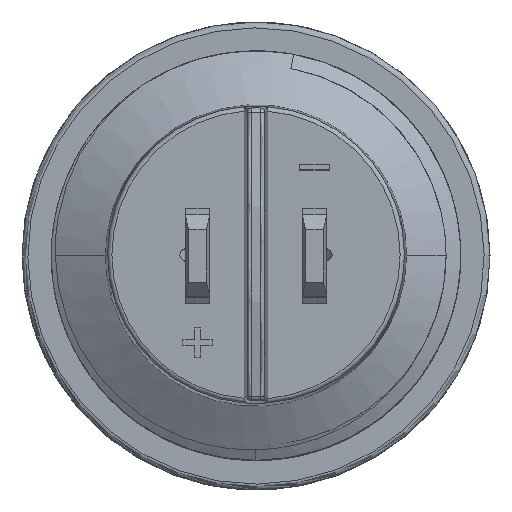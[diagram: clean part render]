
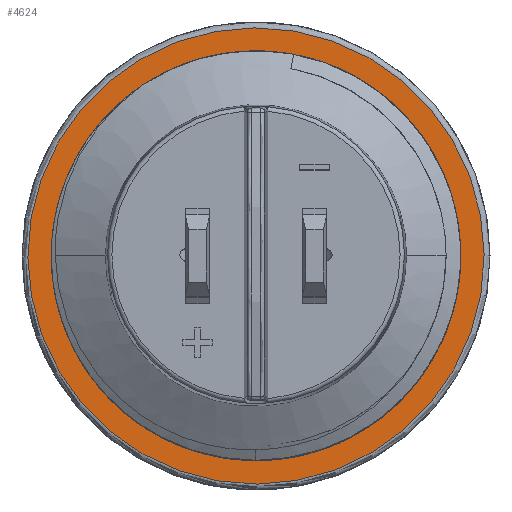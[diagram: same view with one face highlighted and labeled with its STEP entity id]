
A CAD part, top view. The second image highlights one B-rep face of the part: STEP entity #4624.
In plain terms, the highlighted planar face has unit normal (0, 0, 1).
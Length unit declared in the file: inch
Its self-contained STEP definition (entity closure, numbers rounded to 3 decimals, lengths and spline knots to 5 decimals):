
#66=FACE_BOUND('',#1597,.T.);
#83=PLANE('',#4898);
#1338=FACE_OUTER_BOUND('',#1596,.T.);
#1596=EDGE_LOOP('',(#3213));
#1597=EDGE_LOOP('',(#3214));
#1856=CIRCLE('',#4896,0.30709);
#1857=CIRCLE('',#4899,0.25984);
#1948=VERTEX_POINT('',#7485);
#1951=VERTEX_POINT('',#7536);
#2435=EDGE_CURVE('',#1948,#1948,#1856,.T.);
#2438=EDGE_CURVE('',#1951,#1951,#1857,.T.);
#3213=ORIENTED_EDGE('',*,*,#2435,.F.);
#3214=ORIENTED_EDGE('',*,*,#2438,.T.);
#4624=ADVANCED_FACE('',(#1338,#66),#83,.F.);
#4896=AXIS2_PLACEMENT_3D('',#7487,#5123,#5124);
#4898=AXIS2_PLACEMENT_3D('',#7535,#5127,#5128);
#4899=AXIS2_PLACEMENT_3D('',#7537,#5129,#5130);
#5123=DIRECTION('center_axis',(0.,0.,
-1.));
#5124=DIRECTION('ref_axis',(-1.,0.,0.));
#5127=DIRECTION('center_axis',(0.,0.,
-1.));
#5128=DIRECTION('ref_axis',(0.,1.,0.));
#5129=DIRECTION('center_axis',(0.,0.,
-1.));
#5130=DIRECTION('ref_axis',(-1.,0.,0.));
#7485=CARTESIAN_POINT('',(0.30708,0.00168,-0.51181));
#7487=CARTESIAN_POINT('Origin',(0.,0.,
-0.51181));
#7535=CARTESIAN_POINT('Origin',(0.,0.31937,
-0.51181));
#7536=CARTESIAN_POINT('',(0.25984,0.00178,-0.51181));
#7537=CARTESIAN_POINT('Origin',(0.,0.,
-0.51181));
